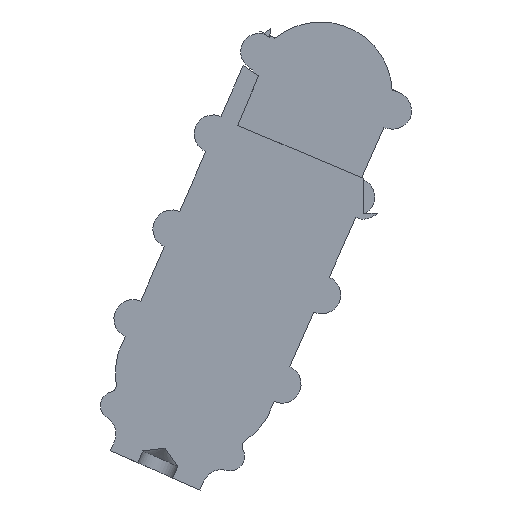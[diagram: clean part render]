
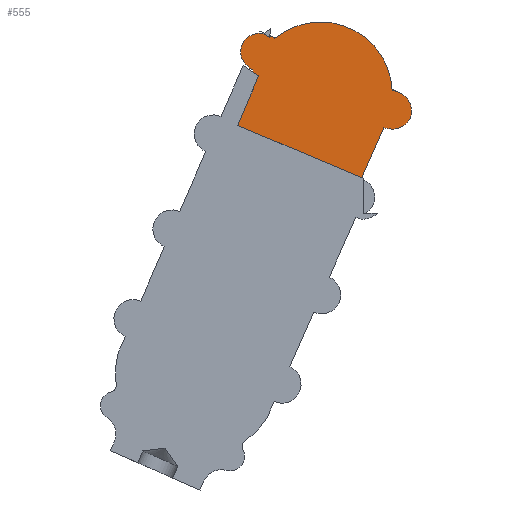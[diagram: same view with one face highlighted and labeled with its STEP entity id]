
A CAD part, top view. The second image highlights one B-rep face of the part: STEP entity #555.
In plain terms, the highlighted planar face has unit normal (0, 0, 1).
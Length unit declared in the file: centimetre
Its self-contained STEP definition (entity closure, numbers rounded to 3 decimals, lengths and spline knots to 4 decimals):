
#15=B_SPLINE_CURVE_WITH_KNOTS('',3,(#935,#936,#937,#938,#939,#940,#941,
#942,#943,#944,#945,#946,#947,#948,#949,#950,#951,#952,#953),
 .UNSPECIFIED.,.F.,.F.,(4,2,2,2,3,2,2,2,4),(1.4754,1.5879,
1.7085,1.8209,1.9283,2.0357,2.1481,
2.2687,2.3148),.UNSPECIFIED.);
#18=B_SPLINE_CURVE_WITH_KNOTS('',3,(#971,#972,#973,#974),.UNSPECIFIED.,
 .F.,.F.,(4,4),(0.4788,0.5639),.UNSPECIFIED.);
#19=B_SPLINE_CURVE_WITH_KNOTS('',3,(#977,#978,#979,#980,#981,#982,#983,
#984,#985,#986,#987,#988,#989,#990,#991,#992,#993,#994,#995,#996,#997),
 .UNSPECIFIED.,.F.,.F.,(4,2,2,2,2,3,2,2,2,4),(1.3644,1.4562,
1.5879,1.7085,1.8209,1.9283,2.0357,
2.1481,2.2687,2.3812),.UNSPECIFIED.);
#27=(
BOUNDED_CURVE()
B_SPLINE_CURVE(2,(#918,#919,#920),.UNSPECIFIED.,.F.,.F.)
B_SPLINE_CURVE_WITH_KNOTS((3,3),(1.7325,1.7611),
 .UNSPECIFIED.)
CURVE()
GEOMETRIC_REPRESENTATION_ITEM()
RATIONAL_B_SPLINE_CURVE((1.,1.,1.))
REPRESENTATION_ITEM('')
);
#28=(
BOUNDED_CURVE()
B_SPLINE_CURVE(2,(#924,#925,#926),.UNSPECIFIED.,.F.,.F.)
B_SPLINE_CURVE_WITH_KNOTS((3,3),(0.9462,1.8072),
 .UNSPECIFIED.)
CURVE()
GEOMETRIC_REPRESENTATION_ITEM()
RATIONAL_B_SPLINE_CURVE((1.,1.,1.))
REPRESENTATION_ITEM('')
);
#47=PLANE('',#637);
#79=FACE_OUTER_BOUND('',#109,.T.);
#109=EDGE_LOOP('',(#497,#498,#499,#500,#501,#502,#503,#504,#505,#506,#507,
#508));
#147=CIRCLE('',#629,1.1223);
#149=CIRCLE('',#638,2.408);
#150=CIRCLE('',#639,0.3);
#173=LINE('',#1046,#206);
#178=LINE('',#1055,#211);
#179=LINE('',#1057,#212);
#181=LINE('',#1064,#214);
#206=VECTOR('',#786,1.);
#211=VECTOR('',#795,1.);
#212=VECTOR('',#798,1.);
#214=VECTOR('',#806,1.);
#251=VERTEX_POINT('',#916);
#252=VERTEX_POINT('',#917);
#253=VERTEX_POINT('',#921);
#254=VERTEX_POINT('',#923);
#257=VERTEX_POINT('',#934);
#261=VERTEX_POINT('',#965);
#262=VERTEX_POINT('',#970);
#263=VERTEX_POINT('',#975);
#268=VERTEX_POINT('',#1045);
#270=VERTEX_POINT('',#1053);
#271=VERTEX_POINT('',#1061);
#272=VERTEX_POINT('',#1063);
#320=EDGE_CURVE('',#251,#252,#27,.T.);
#322=EDGE_CURVE('',#253,#254,#28,.T.);
#327=EDGE_CURVE('',#252,#257,#15,.T.);
#332=EDGE_CURVE('',#261,#262,#18,.T.);
#334=EDGE_CURVE('',#263,#253,#19,.T.);
#340=EDGE_CURVE('',#262,#263,#147,.T.);
#344=EDGE_CURVE('',#268,#254,#173,.T.);
#349=EDGE_CURVE('',#251,#270,#178,.T.);
#350=EDGE_CURVE('',#270,#268,#179,.T.);
#352=EDGE_CURVE('',#261,#271,#149,.T.);
#353=EDGE_CURVE('',#271,#272,#181,.T.);
#354=EDGE_CURVE('',#272,#257,#150,.T.);
#497=ORIENTED_EDGE('',*,*,#327,.F.);
#498=ORIENTED_EDGE('',*,*,#320,.F.);
#499=ORIENTED_EDGE('',*,*,#349,.T.);
#500=ORIENTED_EDGE('',*,*,#350,.T.);
#501=ORIENTED_EDGE('',*,*,#344,.T.);
#502=ORIENTED_EDGE('',*,*,#322,.F.);
#503=ORIENTED_EDGE('',*,*,#334,.F.);
#504=ORIENTED_EDGE('',*,*,#340,.F.);
#505=ORIENTED_EDGE('',*,*,#332,.F.);
#506=ORIENTED_EDGE('',*,*,#352,.T.);
#507=ORIENTED_EDGE('',*,*,#353,.T.);
#508=ORIENTED_EDGE('',*,*,#354,.T.);
#555=ADVANCED_FACE('',(#79),#47,.T.);
#629=AXIS2_PLACEMENT_3D('',#1038,#776,#777);
#637=AXIS2_PLACEMENT_3D('',#1060,#802,#803);
#638=AXIS2_PLACEMENT_3D('',#1062,#804,#805);
#639=AXIS2_PLACEMENT_3D('',#1065,#807,#808);
#776=DIRECTION('center_axis',(0.,0.,-1.));
#777=DIRECTION('ref_axis',(0.,-1.,0.));
#786=DIRECTION('',(0.922,-0.388,0.));
#795=DIRECTION('',(0.835,-0.55,0.));
#798=DIRECTION('',(-0.388,-0.922,0.));
#802=DIRECTION('center_axis',(0.,0.,1.));
#803=DIRECTION('ref_axis',(1.,0.,0.));
#804=DIRECTION('center_axis',(0.,0.,-1.));
#805=DIRECTION('ref_axis',(0.922,-0.388,0.));
#806=DIRECTION('',(-0.835,0.55,0.));
#807=DIRECTION('center_axis',(0.,0.,1.));
#808=DIRECTION('ref_axis',(0.64,0.768,0.));
#916=CARTESIAN_POINT('',(2.5638,10.4557,-0.635));
#917=CARTESIAN_POINT('',(2.5752,10.4819,-0.635));
#918=CARTESIAN_POINT('Ctrl Pts',(2.5638,10.4557,-0.635));
#919=CARTESIAN_POINT('Ctrl Pts',(2.5695,10.4688,-0.635));
#920=CARTESIAN_POINT('Ctrl Pts',(2.5752,10.4819,-0.635));
#921=CARTESIAN_POINT('',(4.6298,9.5798,-0.635));
#923=CARTESIAN_POINT('',(4.2806,8.7929,-0.635));
#924=CARTESIAN_POINT('Ctrl Pts',(4.6298,9.5798,-0.635));
#925=CARTESIAN_POINT('Ctrl Pts',(4.4549,9.1857,-0.635));
#926=CARTESIAN_POINT('Ctrl Pts',(4.2806,8.7929,-0.635));
#934=CARTESIAN_POINT('',(2.747,11.0495,-0.635));
#935=CARTESIAN_POINT('Ctrl Pts',(2.5752,10.4819,-0.635));
#936=CARTESIAN_POINT('Ctrl Pts',(2.5401,10.4994,-0.635));
#937=CARTESIAN_POINT('Ctrl Pts',(2.5045,10.525,-0.635));
#938=CARTESIAN_POINT('Ctrl Pts',(2.4495,10.5799,-0.635));
#939=CARTESIAN_POINT('Ctrl Pts',(2.4221,10.6195,-0.635));
#940=CARTESIAN_POINT('Ctrl Pts',(2.3919,10.6911,-0.635));
#941=CARTESIAN_POINT('Ctrl Pts',(2.3827,10.7351,-0.635));
#942=CARTESIAN_POINT('Ctrl Pts',(2.3829,10.8084,-0.635));
#943=CARTESIAN_POINT('Ctrl Pts',(2.3917,10.8504,-0.635));
#944=CARTESIAN_POINT('Ctrl Pts',(2.4061,10.8832,-0.635));
#945=CARTESIAN_POINT('Ctrl Pts',(2.4205,10.916,-0.635));
#946=CARTESIAN_POINT('Ctrl Pts',(2.4455,10.9509,-0.635));
#947=CARTESIAN_POINT('Ctrl Pts',(2.4993,11.0007,-0.635));
#948=CARTESIAN_POINT('Ctrl Pts',(2.5379,11.0237,-0.635));
#949=CARTESIAN_POINT('Ctrl Pts',(2.6111,11.0499,-0.635));
#950=CARTESIAN_POINT('Ctrl Pts',(2.6588,11.0566,-0.635));
#951=CARTESIAN_POINT('Ctrl Pts',(2.7143,11.0542,-0.635));
#952=CARTESIAN_POINT('Ctrl Pts',(2.7306,11.0525,-0.635));
#953=CARTESIAN_POINT('Ctrl Pts',(2.747,11.0495,-0.635));
#965=CARTESIAN_POINT('',(2.8404,11.0201,-0.635));
#970=CARTESIAN_POINT('',(2.9185,10.973,-0.635));
#971=CARTESIAN_POINT('Ctrl Pts',(2.8404,11.0201,-0.635));
#972=CARTESIAN_POINT('Ctrl Pts',(2.8666,11.0081,-0.635));
#973=CARTESIAN_POINT('Ctrl Pts',(2.8941,10.9917,-0.635));
#974=CARTESIAN_POINT('Ctrl Pts',(2.9185,10.973,-0.635));
#975=CARTESIAN_POINT('',(4.7591,10.1649,-0.635));
#977=CARTESIAN_POINT('Ctrl Pts',(4.7591,10.1649,-0.635));
#978=CARTESIAN_POINT('Ctrl Pts',(4.7917,10.1592,-0.635));
#979=CARTESIAN_POINT('Ctrl Pts',(4.8248,10.1489,-0.635));
#980=CARTESIAN_POINT('Ctrl Pts',(4.893,10.119,-0.635));
#981=CARTESIAN_POINT('Ctrl Pts',(4.9368,10.0897,-0.635));
#982=CARTESIAN_POINT('Ctrl Pts',(4.9963,10.0302,-0.635));
#983=CARTESIAN_POINT('Ctrl Pts',(5.0237,9.9906,-0.635));
#984=CARTESIAN_POINT('Ctrl Pts',(5.0539,9.919,-0.635));
#985=CARTESIAN_POINT('Ctrl Pts',(5.0631,9.875,-0.635));
#986=CARTESIAN_POINT('Ctrl Pts',(5.0629,9.8017,-0.635));
#987=CARTESIAN_POINT('Ctrl Pts',(5.0541,9.7597,-0.635));
#988=CARTESIAN_POINT('Ctrl Pts',(5.0397,9.7269,-0.635));
#989=CARTESIAN_POINT('Ctrl Pts',(5.0253,9.6941,-0.635));
#990=CARTESIAN_POINT('Ctrl Pts',(5.0003,9.6592,-0.635));
#991=CARTESIAN_POINT('Ctrl Pts',(4.9465,9.6094,-0.635));
#992=CARTESIAN_POINT('Ctrl Pts',(4.9079,9.5864,-0.635));
#993=CARTESIAN_POINT('Ctrl Pts',(4.8348,9.5602,-0.635));
#994=CARTESIAN_POINT('Ctrl Pts',(4.787,9.5535,-0.635));
#995=CARTESIAN_POINT('Ctrl Pts',(4.7094,9.5569,-0.635));
#996=CARTESIAN_POINT('Ctrl Pts',(4.6664,9.5658,-0.635));
#997=CARTESIAN_POINT('Ctrl Pts',(4.6298,9.5798,-0.635));
#1038=CARTESIAN_POINT('Origin',(3.6381,10.1118,-0.635));
#1045=CARTESIAN_POINT('',(2.3368,9.6118,-0.635));
#1046=CARTESIAN_POINT('',(4.3088,8.781,-0.635));
#1053=CARTESIAN_POINT('',(2.6644,10.3894,-0.635));
#1055=CARTESIAN_POINT('',(2.4221,10.5491,-0.635));
#1057=CARTESIAN_POINT('',(2.3368,9.6118,-0.635));
#1060=CARTESIAN_POINT('Origin',(12.7697,10.4287,-0.635));
#1061=CARTESIAN_POINT('',(2.8361,10.9903,-0.635));
#1062=CARTESIAN_POINT('Origin',(0.4546,11.3465,-0.635));
#1063=CARTESIAN_POINT('',(2.7502,11.0469,-0.635));
#1064=CARTESIAN_POINT('',(3.1463,10.7859,-0.635));
#1065=CARTESIAN_POINT('Origin',(2.5581,10.8165,-0.635));
